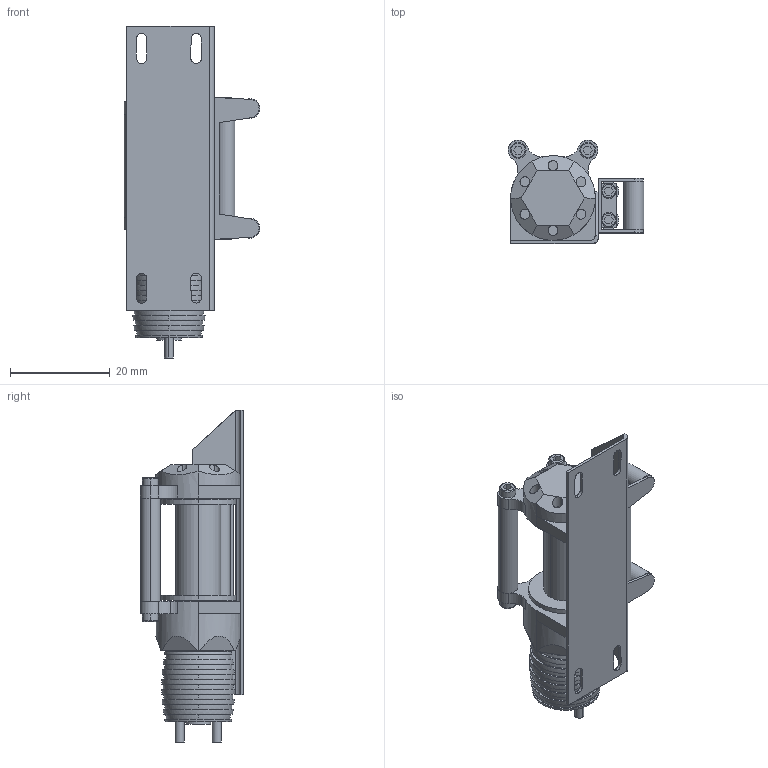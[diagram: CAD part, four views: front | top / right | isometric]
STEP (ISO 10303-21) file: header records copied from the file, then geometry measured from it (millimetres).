
FILE_DESCRIPTION (( 'STEP AP214' ), '1' );
FILE_NAME ('Treuil Yeah racing.STEP', '2017-09-04T19:07:59', ( '' ), ( '' ), 'SwSTEP 2.0', 'SolidWorks 2016', '' );
FILE_SCHEMA (( 'AUTOMOTIVE_DESIGN' ));
Length unit declared in the file: millimetre
Products named in the file (1): Treuil Yeah racing
Bounding box: 27.25 x 20.7 x 66.7 mm (x, y, z)
Volume: 9804.4 mm3; surface area: 9589.6 mm2
Topology: 14 solids, 14 shells, 369 faces, 876 edges, 569 vertices
Faces by surface type: plane 205, cylinder 118, torus 46
Entity records: 14592 total; most frequent: DIRECTION 1944, CARTESIAN_POINT 1896, ORIENTED_EDGE 1740, EDGE_CURVE 870, AXIS2_PLACEMENT_3D 734, VERTEX_POINT 566, VECTOR 476, LINE 476
